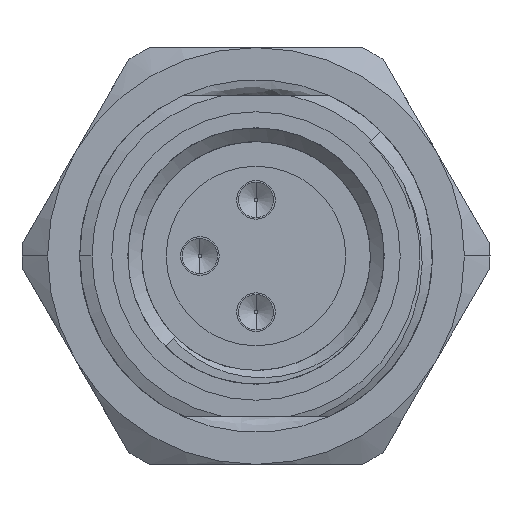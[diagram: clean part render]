
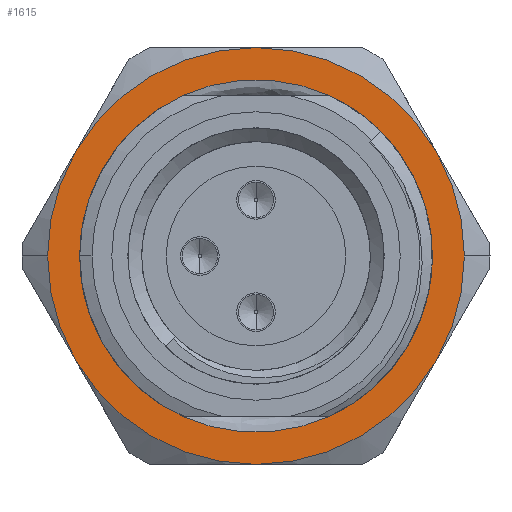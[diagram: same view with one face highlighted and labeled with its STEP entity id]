
A CAD part, left-side view. The second image highlights one B-rep face of the part: STEP entity #1615.
In plain terms, the highlighted planar face has unit normal (-1, 0, 0).
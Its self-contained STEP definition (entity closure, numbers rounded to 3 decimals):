
#87 = EDGE_CURVE ( 'NONE', #7143, #4285, #1555, .T. ) ;
#116 = DIRECTION ( 'NONE',  ( 0., 1., 0. ) ) ;
#131 = EDGE_CURVE ( 'NONE', #4285, #6233, #886, .T. ) ;
#227 = CARTESIAN_POINT ( 'NONE',  ( 11.2, -3.425, 3.683 ) ) ;
#241 = EDGE_CURVE ( 'NONE', #6233, #1910, #7094, .T. ) ;
#369 = EDGE_CURVE ( 'NONE', #1910, #5683, #3990, .T. ) ;
#423 = EDGE_CURVE ( 'NONE', #5096, #8263, #3466, .T. ) ;
#511 = ORIENTED_EDGE ( 'NONE', *, *, #2017, .F. ) ;
#620 = AXIS2_PLACEMENT_3D ( 'NONE', #3272, #3287, #3296 ) ;
#622 = ORIENTED_EDGE ( 'NONE', *, *, #131, .T. ) ;
#819 = ORIENTED_EDGE ( 'NONE', *, *, #4017, .T. ) ;
#886 = CIRCLE ( 'NONE', #620, 5.5 ) ;
#1230 = ORIENTED_EDGE ( 'NONE', *, *, #423, .F. ) ;
#1296 = AXIS2_PLACEMENT_3D ( 'NONE', #6201, #6203, #6214 ) ;
#1335 = ORIENTED_EDGE ( 'NONE', *, *, #369, .T. ) ;
#1383 = CARTESIAN_POINT ( 'NONE',  ( 11.2, -3.354, 3.741 ) ) ;
#1465 = CARTESIAN_POINT ( 'NONE',  ( 11.2, 2.291, 5. ) ) ;
#1499 = CARTESIAN_POINT ( 'NONE',  ( 11.2, -2.696, 4.3 ) ) ;
#1555 = LINE ( 'NONE', #2944, #3928 ) ;
#1560 = CARTESIAN_POINT ( 'NONE',  ( 11.2, -3.561, 3.561 ) ) ;
#1615 = ADVANCED_FACE ( 'NONE', ( #7181, #7256 ), #5442, .T. ) ;
#1665 = AXIS2_PLACEMENT_3D ( 'NONE', #3746, #3755, #3756 ) ;
#1705 = VECTOR ( 'NONE', #4861, 1000. ) ;
#1745 = AXIS2_PLACEMENT_3D ( 'NONE', #7650, #7924, #7908 ) ;
#1755 = VERTEX_POINT ( 'NONE', #5134 ) ;
#1910 = VERTEX_POINT ( 'NONE', #4739 ) ;
#2017 = EDGE_CURVE ( 'NONE', #8263, #5096, #6500, .T. ) ;
#2021 = CIRCLE ( 'NONE', #8615, 5.5 ) ;
#2177 = CARTESIAN_POINT ( 'NONE',  ( 11.2, -3.354, 3.741 ) ) ;
#2207 = B_SPLINE_CURVE_WITH_KNOTS ( 'NONE', 3,
 ( #7573, #7548, #7477, #7446, #7418, #7390, #7364, #7334, #7308, #7297, #7275, #7267, #7248, #7237, #7220, #7211, #7186, #7156 ),
 .UNSPECIFIED., .F., .F.,
 ( 4, 2, 2, 2, 2, 2, 2, 2, 4 ),
 ( 0., 0.001, 0.002, 0.003, 0.004, 0.005, 0.006, 0.007, 0.008 ),
 .UNSPECIFIED. ) ;
#2412 = CARTESIAN_POINT ( 'NONE',  ( 11.2, -2.291, 5. ) ) ;
#2944 = CARTESIAN_POINT ( 'NONE',  ( 11.2, -3.561, 3.561 ) ) ;
#2992 = DIRECTION ( 'NONE',  ( 0., -0.707, 0.707 ) ) ;
#3142 = EDGE_CURVE ( 'NONE', #6243, #4869, #3389, .T. ) ;
#3272 = CARTESIAN_POINT ( 'NONE',  ( 11.2, 0., 0. ) ) ;
#3287 = DIRECTION ( 'NONE',  ( 1., 0., 0. ) ) ;
#3296 = DIRECTION ( 'NONE',  ( 0., 1., 0. ) ) ;
#3389 = B_SPLINE_CURVE_WITH_KNOTS ( 'NONE', 3,
 ( #5599, #3544, #4206, #1499, #6308, #2177 ),
 .UNSPECIFIED., .F., .F.,
 ( 4, 2, 4 ),
 ( 0., 0.001, 0.003 ),
 .UNSPECIFIED. ) ;
#3466 = CIRCLE ( 'NONE', #1665, 6.5 ) ;
#3544 = CARTESIAN_POINT ( 'NONE',  ( 11.2, -1.541, 4.889 ) ) ;
#3746 = CARTESIAN_POINT ( 'NONE',  ( 11.2, 0., 0. ) ) ;
#3755 = DIRECTION ( 'NONE',  ( 1., 0., 0. ) ) ;
#3756 = DIRECTION ( 'NONE',  ( 0., 1., 0. ) ) ;
#3856 = ORIENTED_EDGE ( 'NONE', *, *, #5820, .T. ) ;
#3928 = VECTOR ( 'NONE', #2992, 1000. ) ;
#3990 = CIRCLE ( 'NONE', #1745, 5.5 ) ;
#4017 = EDGE_CURVE ( 'NONE', #5683, #1755, #2207, .T. ) ;
#4083 = ORIENTED_EDGE ( 'NONE', *, *, #7727, .T. ) ;
#4206 = CARTESIAN_POINT ( 'NONE',  ( 11.2, -1.94, 4.727 ) ) ;
#4252 = EDGE_CURVE ( 'NONE', #5417, #7225, #2021, .T. ) ;
#4285 = VERTEX_POINT ( 'NONE', #7187 ) ;
#4321 = VECTOR ( 'NONE', #116, 1000. ) ;
#4369 = AXIS2_PLACEMENT_3D ( 'NONE', #4388, #4379, #4376 ) ;
#4376 = DIRECTION ( 'NONE',  ( 0., 1., 0. ) ) ;
#4379 = DIRECTION ( 'NONE',  ( 1., 0., 0. ) ) ;
#4388 = CARTESIAN_POINT ( 'NONE',  ( 11.2, 0., 0. ) ) ;
#4739 = CARTESIAN_POINT ( 'NONE',  ( 11.2, 2.291, -5. ) ) ;
#4861 = DIRECTION ( 'NONE',  ( 0., 1., 0. ) ) ;
#4869 = VERTEX_POINT ( 'NONE', #1383 ) ;
#4957 = CARTESIAN_POINT ( 'NONE',  ( 11.2, -3.354, 3.741 ) ) ;
#5096 = VERTEX_POINT ( 'NONE', #8176 ) ;
#5115 = ORIENTED_EDGE ( 'NONE', *, *, #241, .T. ) ;
#5133 = LINE ( 'NONE', #5538, #4321 ) ;
#5134 = CARTESIAN_POINT ( 'NONE',  ( 11.2, 1.509, 5. ) ) ;
#5417 = VERTEX_POINT ( 'NONE', #5600 ) ;
#5423 = CARTESIAN_POINT ( 'NONE',  ( 11.2, 5.436, -0.836 ) ) ;
#5426 = DIRECTION ( 'NONE',  ( 0., -1., 0. ) ) ;
#5431 = DIRECTION ( 'NONE',  ( -1., 0., 0. ) ) ;
#5440 = CARTESIAN_POINT ( 'NONE',  ( 11.2, 5.5, 0. ) ) ;
#5442 = PLANE ( 'NONE',  #5825 ) ;
#5538 = CARTESIAN_POINT ( 'NONE',  ( 11.2, 2.291, 5. ) ) ;
#5599 = CARTESIAN_POINT ( 'NONE',  ( 11.2, -1.122, 5. ) ) ;
#5600 = CARTESIAN_POINT ( 'NONE',  ( 11.2, 2.291, 5. ) ) ;
#5661 = CARTESIAN_POINT ( 'NONE',  ( 11.2, -3.494, 3.623 ) ) ;
#5683 = VERTEX_POINT ( 'NONE', #5423 ) ;
#5820 = EDGE_CURVE ( 'NONE', #1755, #5417, #5133, .T. ) ;
#5825 = AXIS2_PLACEMENT_3D ( 'NONE', #5440, #5431, #5426 ) ;
#5884 = EDGE_CURVE ( 'NONE', #7225, #6243, #5998, .T. ) ;
#5998 = LINE ( 'NONE', #1465, #1705 ) ;
#6014 = CARTESIAN_POINT ( 'NONE',  ( 11.2, -1.122, 5. ) ) ;
#6201 = CARTESIAN_POINT ( 'NONE',  ( 11.2, 0., 0. ) ) ;
#6203 = DIRECTION ( 'NONE',  ( 1., 0., 0. ) ) ;
#6214 = DIRECTION ( 'NONE',  ( 0., -1., 0. ) ) ;
#6233 = VERTEX_POINT ( 'NONE', #7817 ) ;
#6243 = VERTEX_POINT ( 'NONE', #6014 ) ;
#6308 = CARTESIAN_POINT ( 'NONE',  ( 11.2, -3.042, 4.043 ) ) ;
#6414 = B_SPLINE_CURVE_WITH_KNOTS ( 'NONE', 3,
 ( #4957, #227, #5661, #1560 ),
 .UNSPECIFIED., .F., .F.,
 ( 4, 4 ),
 ( 0., 1. ),
 .UNSPECIFIED. ) ;
#6444 = ORIENTED_EDGE ( 'NONE', *, *, #3142, .T. ) ;
#6500 = CIRCLE ( 'NONE', #4369, 6.5 ) ;
#6507 = CARTESIAN_POINT ( 'NONE',  ( 11.2, -3.561, 3.561 ) ) ;
#6600 = ORIENTED_EDGE ( 'NONE', *, *, #87, .T. ) ;
#6700 = CARTESIAN_POINT ( 'NONE',  ( 11.2, 6.5, 0. ) ) ;
#6851 = EDGE_LOOP ( 'NONE', ( #511, #1230 ) ) ;
#6921 = EDGE_LOOP ( 'NONE', ( #1335, #819, #3856, #7266, #8593, #6444, #4083, #6600, #622, #5115 ) ) ;
#7094 = CIRCLE ( 'NONE', #1296, 5.5 ) ;
#7143 = VERTEX_POINT ( 'NONE', #6507 ) ;
#7156 = CARTESIAN_POINT ( 'NONE',  ( 11.2, 1.509, 5. ) ) ;
#7181 = FACE_OUTER_BOUND ( 'NONE', #6851, .T. ) ;
#7186 = CARTESIAN_POINT ( 'NONE',  ( 11.2, 1.821, 4.919 ) ) ;
#7187 = CARTESIAN_POINT ( 'NONE',  ( 11.2, -3.889, 3.889 ) ) ;
#7211 = CARTESIAN_POINT ( 'NONE',  ( 11.2, 2.124, 4.809 ) ) ;
#7220 = CARTESIAN_POINT ( 'NONE',  ( 11.2, 2.706, 4.535 ) ) ;
#7225 = VERTEX_POINT ( 'NONE', #2412 ) ;
#7237 = CARTESIAN_POINT ( 'NONE',  ( 11.2, 2.981, 4.374 ) ) ;
#7248 = CARTESIAN_POINT ( 'NONE',  ( 11.2, 3.497, 4.004 ) ) ;
#7256 = FACE_BOUND ( 'NONE', #6921, .T. ) ;
#7266 = ORIENTED_EDGE ( 'NONE', *, *, #4252, .T. ) ;
#7267 = CARTESIAN_POINT ( 'NONE',  ( 11.2, 3.74, 3.793 ) ) ;
#7275 = CARTESIAN_POINT ( 'NONE',  ( 11.2, 4.186, 3.331 ) ) ;
#7297 = CARTESIAN_POINT ( 'NONE',  ( 11.2, 4.385, 3.083 ) ) ;
#7308 = CARTESIAN_POINT ( 'NONE',  ( 11.2, 4.739, 2.555 ) ) ;
#7334 = CARTESIAN_POINT ( 'NONE',  ( 11.2, 4.895, 2.271 ) ) ;
#7364 = CARTESIAN_POINT ( 'NONE',  ( 11.2, 5.151, 1.685 ) ) ;
#7390 = CARTESIAN_POINT ( 'NONE',  ( 11.2, 5.252, 1.383 ) ) ;
#7408 = DIRECTION ( 'NONE',  ( 0., -1., 0. ) ) ;
#7418 = CARTESIAN_POINT ( 'NONE',  ( 11.2, 5.4, 0.764 ) ) ;
#7437 = DIRECTION ( 'NONE',  ( 1., 0., 0. ) ) ;
#7446 = CARTESIAN_POINT ( 'NONE',  ( 11.2, 5.447, 0.444 ) ) ;
#7477 = CARTESIAN_POINT ( 'NONE',  ( 11.2, 5.484, -0.196 ) ) ;
#7548 = CARTESIAN_POINT ( 'NONE',  ( 11.2, 5.474, -0.516 ) ) ;
#7573 = CARTESIAN_POINT ( 'NONE',  ( 11.2, 5.436, -0.836 ) ) ;
#7650 = CARTESIAN_POINT ( 'NONE',  ( 11.2, 0., 0. ) ) ;
#7723 = CARTESIAN_POINT ( 'NONE',  ( 11.2, 0., 0. ) ) ;
#7727 = EDGE_CURVE ( 'NONE', #4869, #7143, #6414, .T. ) ;
#7817 = CARTESIAN_POINT ( 'NONE',  ( 11.2, -2.291, -5. ) ) ;
#7908 = DIRECTION ( 'NONE',  ( 0., 1., 0. ) ) ;
#7924 = DIRECTION ( 'NONE',  ( 1., 0., 0. ) ) ;
#8176 = CARTESIAN_POINT ( 'NONE',  ( 11.2, -6.5, 0. ) ) ;
#8263 = VERTEX_POINT ( 'NONE', #6700 ) ;
#8593 = ORIENTED_EDGE ( 'NONE', *, *, #5884, .T. ) ;
#8615 = AXIS2_PLACEMENT_3D ( 'NONE', #7723, #7437, #7408 ) ;
